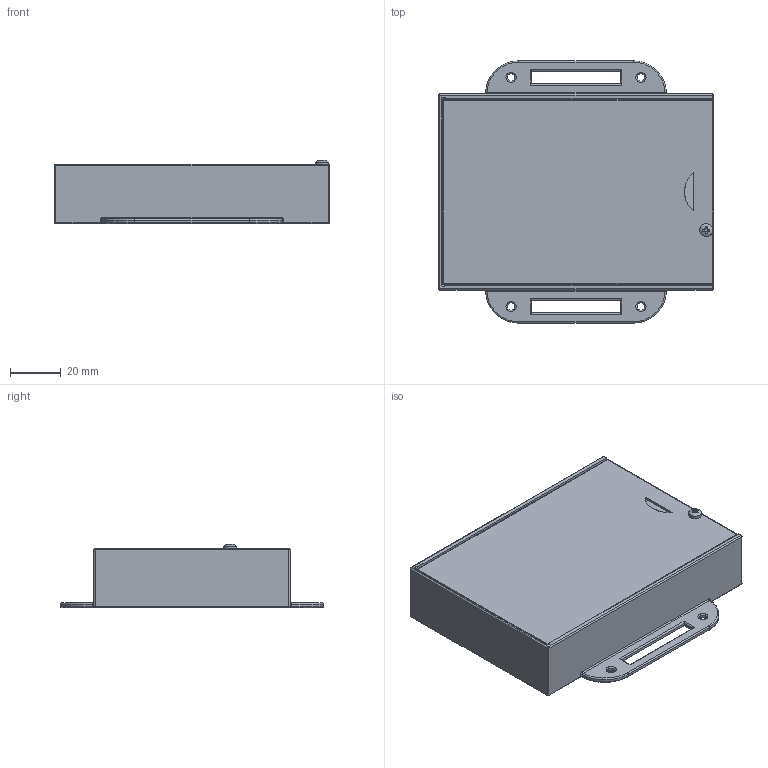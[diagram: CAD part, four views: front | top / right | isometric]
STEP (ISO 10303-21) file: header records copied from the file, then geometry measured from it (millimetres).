
FILE_DESCRIPTION(/* description */ ('STEP AP214'),/* implementation_level */ '2;1');
FILE_NAME(/* name */ '612bca82fed20330172f69fc',/* time_stamp */ '2021-08-29T17:57:24+00:00',/* author */ (''),/* organization */ (''),/* preprocessor_version */ 'ST-DEVELOPER v18.1',/* originating_system */ ' ',/* authorisation */ ' ');
FILE_SCHEMA (('AUTOMOTIVE_DESIGN {1 0 10303 214 3 1 1}'));
Length unit declared in the file: metre
Products named in the file (15): Assembly; SOLID; SOLID_2; SOLID_1; COMPOUND; PZ Pan head screw M2.5x0.45 x 4; Cap; Envelope box
Assembly tree (18 placements, depth 2):
  Assembly
    SOLID
    SOLID_2
    SOLID_1
    COMPOUND
    SOLID
    SOLID
    COMPOUND
    COMPOUND
    SOLID_1
    SOLID
    SOLID
    PZ Pan head screw M2.5x0.45 x 4  x5
    Cap
    Envelope box
Bounding box: 108 x 103 x 25.01 mm (x, y, z)
Volume: 57695.1 mm3; surface area: 69073.7 mm2
Topology: 18 solids, 18 shells, 1006 faces, 2475 edges, 1505 vertices
Faces by surface type: plane 517, cylinder 331, torus 85, cone 30, sphere 25, bspline 18
Full cylindrical faces by diameter (mm): 0.5 x15, 0.7 x6, 0.762 x75, 0.8 x10, 0.9 x2, 0.95 x3, 1 x2, 1.44 x3, 1.6 x6, 2 x3, 2.02 x1, 2.5 x10, 3 x8, 5 x5, 12 x1
Entity records: 27019 total; most frequent: CARTESIAN_POINT 4972, DIRECTION 4363, ORIENTED_EDGE 3942, EDGE_CURVE 1971, AXIS2_PLACEMENT_3D 1567, FACE_BOUND 1325, EDGE_LOOP 1324, VERTEX_POINT 1320
